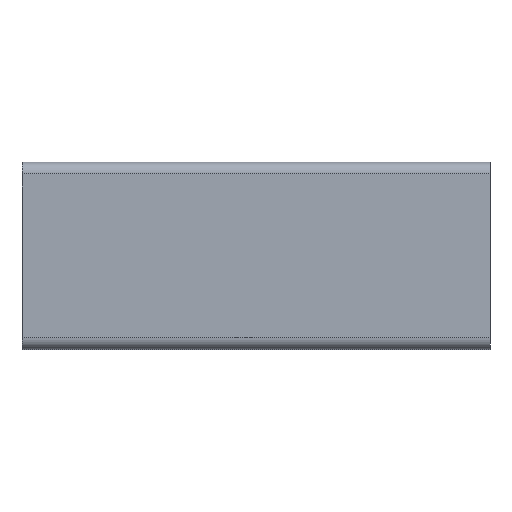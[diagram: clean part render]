
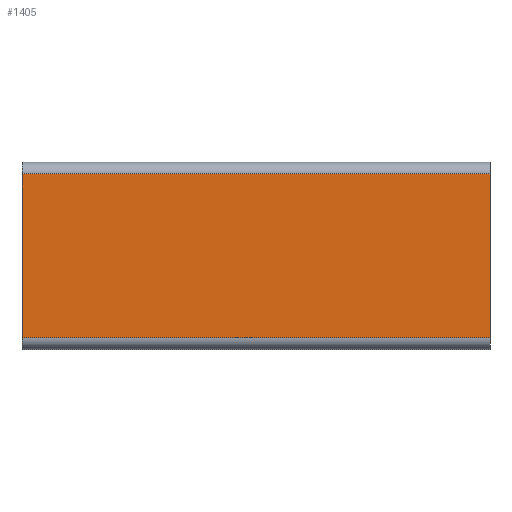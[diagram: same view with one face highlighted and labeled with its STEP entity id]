
A CAD part, top view. The second image highlights one B-rep face of the part: STEP entity #1405.
In plain terms, the highlighted planar face has unit normal (0, 0, 1).
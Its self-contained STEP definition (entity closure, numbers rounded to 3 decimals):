
#342 = LINE ( 'NONE', #348, #2063 ) ;
#348 = CARTESIAN_POINT ( 'NONE',  ( 100., -17.5, 20. ) ) ;
#349 = DIRECTION ( 'NONE',  ( -1., 0., 0. ) ) ;
#1148 = EDGE_LOOP ( 'NONE', ( #1288, #1285, #1294, #1287 ) ) ;
#1285 = ORIENTED_EDGE ( 'NONE', *, *, #1549, .F. ) ;
#1287 = ORIENTED_EDGE ( 'NONE', *, *, #1431, .T. ) ;
#1288 = ORIENTED_EDGE ( 'NONE', *, *, #1429, .T. ) ;
#1294 = ORIENTED_EDGE ( 'NONE', *, *, #1432, .F. ) ;
#1405 = ADVANCED_FACE ( 'NONE', ( #2761 ), #2762, .F. ) ;
#1429 = EDGE_CURVE ( 'NONE', #1996, #1929, #2865, .T. ) ;
#1431 = EDGE_CURVE ( 'NONE', #2045, #1996, #2869, .T. ) ;
#1432 = EDGE_CURVE ( 'NONE', #2045, #1998, #2876, .T. ) ;
#1549 = EDGE_CURVE ( 'NONE', #1998, #1929, #342, .T. ) ;
#1929 = VERTEX_POINT ( 'NONE', #2470 ) ;
#1996 = VERTEX_POINT ( 'NONE', #2522 ) ;
#1998 = VERTEX_POINT ( 'NONE', #2519 ) ;
#2045 = VERTEX_POINT ( 'NONE', #2560 ) ;
#2063 = VECTOR ( 'NONE', #349, 1000. ) ;
#2470 = CARTESIAN_POINT ( 'NONE',  ( 0., -17.5, 20. ) ) ;
#2519 = CARTESIAN_POINT ( 'NONE',  ( 100., -17.5, 20. ) ) ;
#2522 = CARTESIAN_POINT ( 'NONE',  ( 0., 17.5, 20. ) ) ;
#2560 = CARTESIAN_POINT ( 'NONE',  ( 100., 17.5, 20. ) ) ;
#2754 = CARTESIAN_POINT ( 'NONE',  ( 100., 17.5, 20. ) ) ;
#2761 = FACE_OUTER_BOUND ( 'NONE', #1148, .T. ) ;
#2762 = PLANE ( 'NONE',  #2988 ) ;
#2765 = DIRECTION ( 'NONE',  ( 0., 0., -1. ) ) ;
#2766 = DIRECTION ( 'NONE',  ( -1., 0., 0. ) ) ;
#2857 = CARTESIAN_POINT ( 'NONE',  ( 100., 17.5, 20. ) ) ;
#2861 = CARTESIAN_POINT ( 'NONE',  ( 0., 17.5, 20. ) ) ;
#2865 = LINE ( 'NONE', #2861, #2963 ) ;
#2869 = LINE ( 'NONE', #2857, #2915 ) ;
#2870 = DIRECTION ( 'NONE',  ( 0., -1., 0. ) ) ;
#2875 = DIRECTION ( 'NONE',  ( -1., 0., 0. ) ) ;
#2876 = LINE ( 'NONE', #2877, #2925 ) ;
#2877 = CARTESIAN_POINT ( 'NONE',  ( 100., 17.5, 20. ) ) ;
#2878 = DIRECTION ( 'NONE',  ( 0., -1., 0. ) ) ;
#2915 = VECTOR ( 'NONE', #2875, 1000. ) ;
#2925 = VECTOR ( 'NONE', #2878, 1000. ) ;
#2963 = VECTOR ( 'NONE', #2870, 1000. ) ;
#2988 = AXIS2_PLACEMENT_3D ( 'NONE', #2754, #2765, #2766 ) ;
